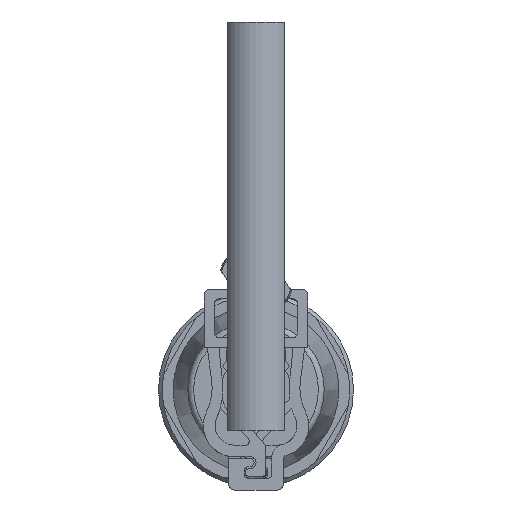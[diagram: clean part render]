
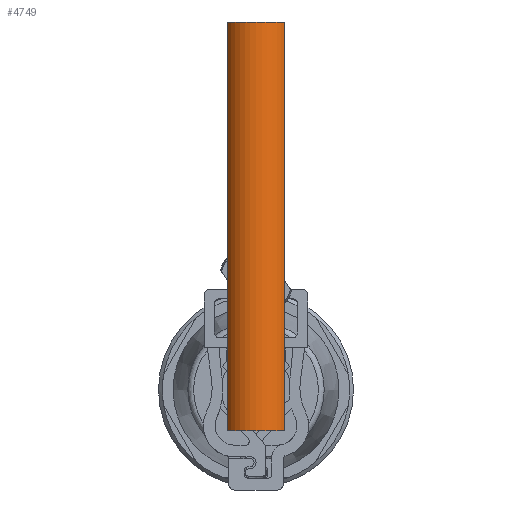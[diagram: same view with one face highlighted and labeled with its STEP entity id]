
A CAD part, front view. The second image highlights one B-rep face of the part: STEP entity #4749.
In plain terms, the highlighted cylindrical face has radius 1.75 mm (diameter 3.5 mm), a partial arc.
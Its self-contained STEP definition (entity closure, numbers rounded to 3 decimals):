
#82=CYLINDRICAL_SURFACE('',#5035,1.75);
#188=CIRCLE('',#5036,1.75);
#189=CIRCLE('',#5037,1.75);
#441=ORIENTED_EDGE('',*,*,#1507,.F.);
#442=ORIENTED_EDGE('',*,*,#1510,.F.);
#443=ORIENTED_EDGE('',*,*,#1496,.T.);
#444=ORIENTED_EDGE('',*,*,#1511,.T.);
#1496=EDGE_CURVE('',#2027,#2026,#2367,.T.);
#1507=EDGE_CURVE('',#2035,#2036,#2377,.T.);
#1510=EDGE_CURVE('',#2027,#2035,#188,.T.);
#1511=EDGE_CURVE('',#2026,#2036,#189,.T.);
#2026=VERTEX_POINT('',#6784);
#2027=VERTEX_POINT('',#6786);
#2035=VERTEX_POINT('',#6805);
#2036=VERTEX_POINT('',#6807);
#2367=LINE('',#6785,#2709);
#2377=LINE('',#6806,#2719);
#2709=VECTOR('',#5545,1000.);
#2719=VECTOR('',#5559,1000.);
#3035=EDGE_LOOP('',(#441,#442,#443,#444));
#3325=FACE_BOUND('',#3035,.T.);
#4749=ADVANCED_FACE('',(#3325),#82,.T.);
#5035=AXIS2_PLACEMENT_3D('',#6811,#5565,#5566);
#5036=AXIS2_PLACEMENT_3D('',#6812,#5567,#5568);
#5037=AXIS2_PLACEMENT_3D('',#6813,#5569,#5570);
#5545=DIRECTION('',(0.,0.,-1.));
#5559=DIRECTION('',(0.,0.,-1.));
#5565=DIRECTION('',(0.,0.,-1.));
#5566=DIRECTION('',(-1.,0.,0.));
#5567=DIRECTION('',(0.,0.,1.));
#5568=DIRECTION('',(1.,0.,0.));
#5569=DIRECTION('',(0.,0.,1.));
#5570=DIRECTION('',(1.,0.,0.));
#6784=CARTESIAN_POINT('',(-1.475,0.808,0.));
#6785=CARTESIAN_POINT('',(-1.475,0.808,20.95));
#6786=CARTESIAN_POINT('',(-1.475,0.808,20.95));
#6805=CARTESIAN_POINT('',(1.475,0.808,20.95));
#6806=CARTESIAN_POINT('',(1.475,0.808,20.95));
#6807=CARTESIAN_POINT('',(1.475,0.808,0.));
#6811=CARTESIAN_POINT('',(0.,1.75,20.95));
#6812=CARTESIAN_POINT('',(0.,1.75,20.95));
#6813=CARTESIAN_POINT('',(0.,1.75,0.));
